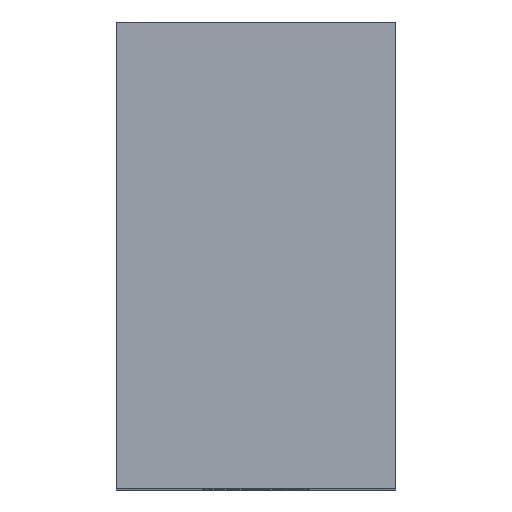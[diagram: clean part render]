
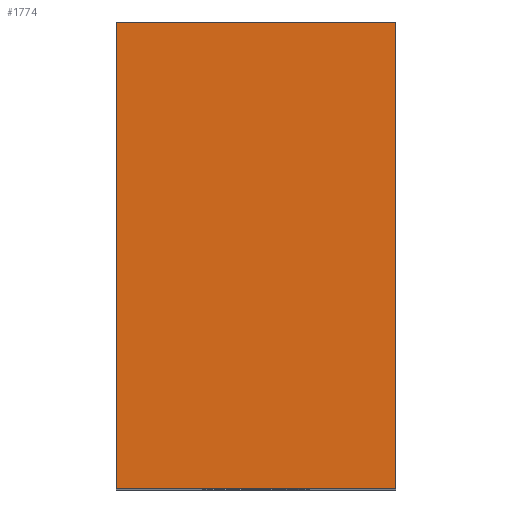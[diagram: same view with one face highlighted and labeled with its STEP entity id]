
A CAD part, top view. The second image highlights one B-rep face of the part: STEP entity #1774.
In plain terms, the highlighted planar face has unit normal (0, 0, 1).
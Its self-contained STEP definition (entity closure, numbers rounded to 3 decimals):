
#330 = EDGE_CURVE ( 'NONE', #613, #612, #2729, .T. ) ;
#333 = EDGE_CURVE ( 'NONE', #613, #615, #2732, .T. ) ;
#334 = EDGE_CURVE ( 'NONE', #615, #614, #2731, .T. ) ;
#335 = EDGE_CURVE ( 'NONE', #614, #612, #2737, .T. ) ;
#612 = VERTEX_POINT ( 'NONE', #4274 ) ;
#613 = VERTEX_POINT ( 'NONE', #4275 ) ;
#614 = VERTEX_POINT ( 'NONE', #4276 ) ;
#615 = VERTEX_POINT ( 'NONE', #4277 ) ;
#805 = EDGE_LOOP ( 'NONE', ( #1037, #1038, #1039, #1040 ) ) ;
#1037 = ORIENTED_EDGE ( 'NONE', *, *, #334, .F. ) ;
#1038 = ORIENTED_EDGE ( 'NONE', *, *, #333, .F. ) ;
#1039 = ORIENTED_EDGE ( 'NONE', *, *, #330, .T. ) ;
#1040 = ORIENTED_EDGE ( 'NONE', *, *, #335, .F. ) ;
#1774 = ADVANCED_FACE ( 'NONE', ( #5459 ), #4969, .T. ) ;
#2729 = LINE ( 'NONE', #3912, #2730 ) ;
#2730 = VECTOR ( 'NONE', #3913, 1000. ) ;
#2731 = LINE ( 'NONE', #3919, #2736 ) ;
#2732 = LINE ( 'NONE', #3911, #2734 ) ;
#2734 = VECTOR ( 'NONE', #3920, 1000. ) ;
#2736 = VECTOR ( 'NONE', #3921, 1000. ) ;
#2737 = LINE ( 'NONE', #3923, #2738 ) ;
#2738 = VECTOR ( 'NONE', #3924, 1000. ) ;
#3911 = CARTESIAN_POINT ( 'NONE',  ( -15., 25., 90. ) ) ;
#3912 = CARTESIAN_POINT ( 'NONE',  ( -15., 0., 90. ) ) ;
#3913 = DIRECTION ( 'NONE',  ( 0., -1., 0. ) ) ;
#3919 = CARTESIAN_POINT ( 'NONE',  ( 15., 25., 90. ) ) ;
#3920 = DIRECTION ( 'NONE',  ( 1., 0., 0. ) ) ;
#3921 = DIRECTION ( 'NONE',  ( 0., -1., 0. ) ) ;
#3923 = CARTESIAN_POINT ( 'NONE',  ( 15., -25., 90. ) ) ;
#3924 = DIRECTION ( 'NONE',  ( -1., 0., 0. ) ) ;
#4274 = CARTESIAN_POINT ( 'NONE',  ( -15., -25., 90. ) ) ;
#4275 = CARTESIAN_POINT ( 'NONE',  ( -15., 25., 90. ) ) ;
#4276 = CARTESIAN_POINT ( 'NONE',  ( 15., -25., 90. ) ) ;
#4277 = CARTESIAN_POINT ( 'NONE',  ( 15., 25., 90. ) ) ;
#4969 = PLANE ( 'NONE',  #5341 ) ;
#4972 = CARTESIAN_POINT ( 'NONE',  ( 0., 0., 90. ) ) ;
#4978 = DIRECTION ( 'NONE',  ( 0., 0., 1. ) ) ;
#4979 = DIRECTION ( 'NONE',  ( 1., 0., 0. ) ) ;
#5341 = AXIS2_PLACEMENT_3D ( 'NONE', #4972, #4978, #4979 ) ;
#5459 = FACE_OUTER_BOUND ( 'NONE', #805, .T. ) ;
